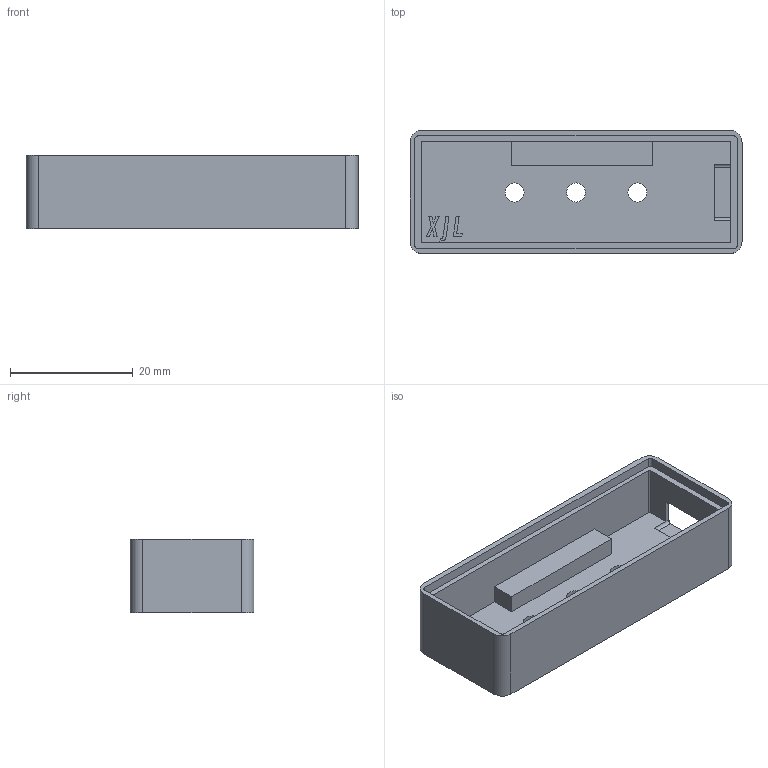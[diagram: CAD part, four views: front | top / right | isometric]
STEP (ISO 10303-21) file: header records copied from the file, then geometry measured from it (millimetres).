
FILE_DESCRIPTION (( 'STEP AP214' ), '1' );
FILE_NAME ('俋褲菁啣^Mounlock.STEP', '2024-02-26T07:34:05', ( '' ), ( '' ), 'SwSTEP 2.0', 'SolidWorks 2023', '' );
FILE_SCHEMA (( 'AUTOMOTIVE_DESIGN' ));
Length unit declared in the file: millimetre
Products named in the file (1): 外壳底板^Mounlock
Bounding box: 54.01 x 20.1 x 12 mm (x, y, z)
Volume: 4559.2 mm3; surface area: 5311 mm2
Topology: 1 solids, 1 shells, 84 faces, 232 edges, 154 vertices
Faces by surface type: plane 54, cylinder 28, bspline 2
Entity records: 2863 total; most frequent: CARTESIAN_POINT 633, ORIENTED_EDGE 464, DIRECTION 450, EDGE_CURVE 232, LINE 172, VECTOR 172, VERTEX_POINT 154, AXIS2_PLACEMENT_3D 139
